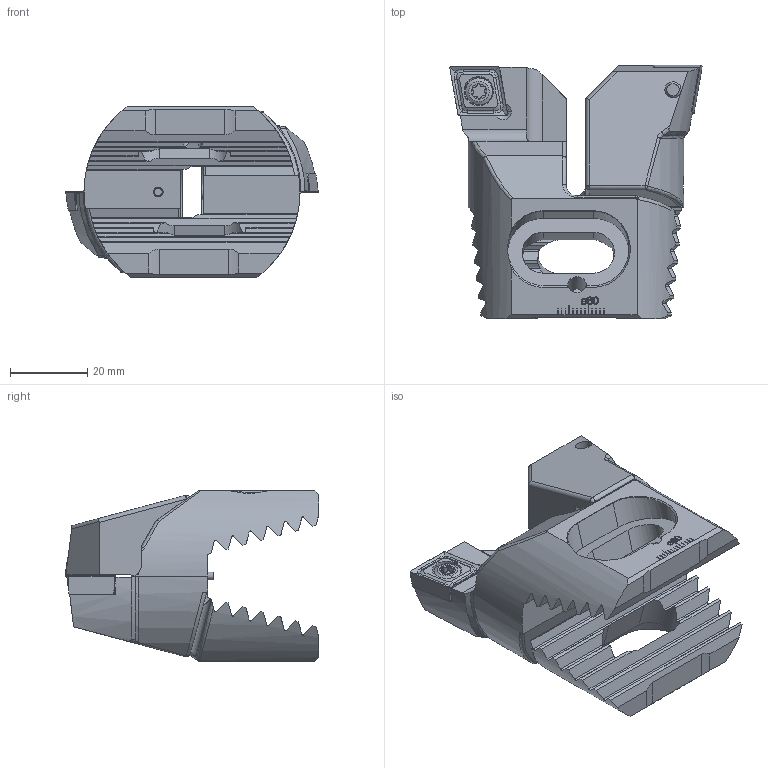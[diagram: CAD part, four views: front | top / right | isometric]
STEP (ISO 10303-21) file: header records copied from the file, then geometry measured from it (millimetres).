
FILE_DESCRIPTION (( 'STEP AP203' ), '1' );
FILE_NAME ('D74.050.067.012.STEP', '2018-02-28T14:09:41', ( 'SWIAdmin' ), ( 'Hewlett-Packard Company' ), 'SwSTEP 2.0', 'SolidWorks 2017', '' );
FILE_SCHEMA (( 'CONFIG_CONTROL_DESIGN' ));
Length unit declared in the file: millimetre
Products named in the file (7): ZC5-xxx.001.037_A; CCMT120404; Z55-ER3.001.020; ISO 4028 - M3 x 5_M3x8; D74.050.067.012; ZC5-xxx.001.037_A_versetzt Combi; WCC-ER2.001.010_A
Assembly tree (8 placements, depth 2):
  D74.050.067.012
    ZC5-xxx.001.037_A_versetzt Combi
    WCC-ER2.001.010_A  x2
    ZC5-xxx.001.037_A
    CCMT120404  x2
    Z55-ER3.001.020
    ISO 4028 - M3 x 5_M3x8
Bounding box: 65.5 x 65.8 x 44.2 mm (x, y, z)
Volume: 60917.4 mm3; surface area: 22420.8 mm2
Topology: 8 solids, 8 shells, 706 faces, 1859 edges, 1163 vertices
Faces by surface type: plane 349, cylinder 137, bspline 122, cone 66, torus 22, sphere 10
Entity records: 25215 total; most frequent: CARTESIAN_POINT 10427, ORIENTED_EDGE 3276, DIRECTION 2411, EDGE_CURVE 1638, VERTEX_POINT 1041, LINE 913, VECTOR 913, AXIS2_PLACEMENT_3D 749
